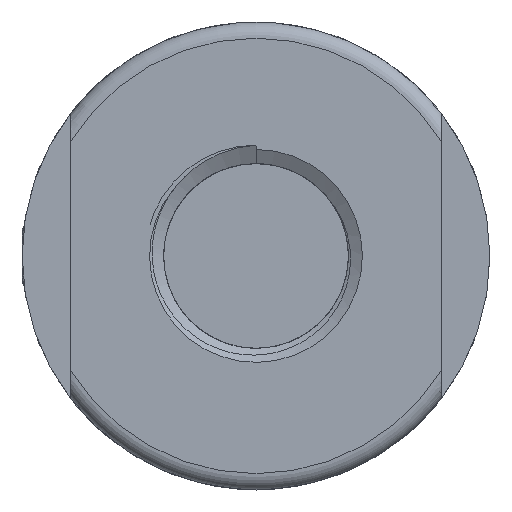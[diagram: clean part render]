
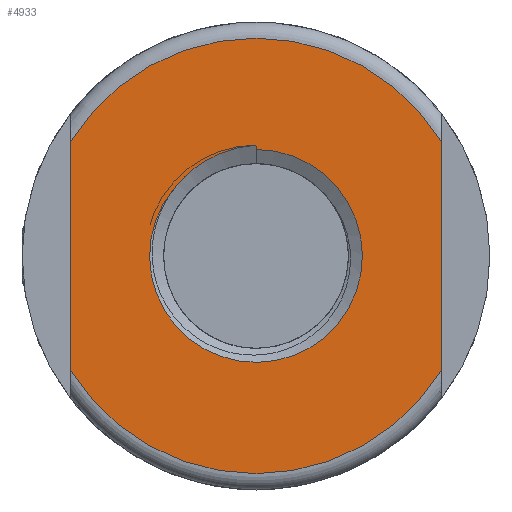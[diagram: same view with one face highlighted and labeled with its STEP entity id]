
A CAD part, left-side view. The second image highlights one B-rep face of the part: STEP entity #4933.
In plain terms, the highlighted planar face has unit normal (-1, 0, 0).
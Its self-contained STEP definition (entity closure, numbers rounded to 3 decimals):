
#140=PLANE('',#5498);
#227=FACE_BOUND('',#1511,.T.);
#285=ELLIPSE('',#5501,6.731,6.721);
#610=LINE('',#12553,#820);
#611=LINE('',#12556,#821);
#612=LINE('',#12559,#822);
#820=VECTOR('',#6589,1000.);
#821=VECTOR('',#6592,1000.);
#822=VECTOR('',#6595,1000.);
#1200=FACE_OUTER_BOUND('',#1510,.T.);
#1510=EDGE_LOOP('',(#4198,#4199,#4200,#4201));
#1511=EDGE_LOOP('',(#4202,#4203,#4204));
#1862=CIRCLE('',#5497,6.6);
#1863=CIRCLE('',#5499,13.503);
#1864=CIRCLE('',#5500,13.503);
#2294=VERTEX_POINT('',#12508);
#2295=VERTEX_POINT('',#12543);
#2296=VERTEX_POINT('',#12549);
#2297=VERTEX_POINT('',#12550);
#2298=VERTEX_POINT('',#12552);
#2299=VERTEX_POINT('',#12554);
#2300=VERTEX_POINT('',#12557);
#2994=EDGE_CURVE('',#2295,#2294,#1862,.T.);
#2996=EDGE_CURVE('',#2296,#2297,#1863,.T.);
#2997=EDGE_CURVE('',#2296,#2298,#610,.T.);
#2998=EDGE_CURVE('',#2299,#2298,#1864,.T.);
#2999=EDGE_CURVE('',#2299,#2297,#611,.T.);
#3000=EDGE_CURVE('',#2300,#2294,#285,.T.);
#3001=EDGE_CURVE('',#2300,#2295,#612,.T.);
#4198=ORIENTED_EDGE('',*,*,#2996,.F.);
#4199=ORIENTED_EDGE('',*,*,#2997,.T.);
#4200=ORIENTED_EDGE('',*,*,#2998,.F.);
#4201=ORIENTED_EDGE('',*,*,#2999,.T.);
#4202=ORIENTED_EDGE('',*,*,#3000,.F.);
#4203=ORIENTED_EDGE('',*,*,#3001,.T.);
#4204=ORIENTED_EDGE('',*,*,#2994,.T.);
#4933=ADVANCED_FACE('',(#1200,#227),#140,.T.);
#5497=AXIS2_PLACEMENT_3D('',#12544,#6583,#6584);
#5498=AXIS2_PLACEMENT_3D('',#12548,#6585,#6586);
#5499=AXIS2_PLACEMENT_3D('',#12551,#6587,#6588);
#5500=AXIS2_PLACEMENT_3D('',#12555,#6590,#6591);
#5501=AXIS2_PLACEMENT_3D('',#12558,#6593,#6594);
#6583=DIRECTION('center_axis',(1.,0.,0.));
#6584=DIRECTION('ref_axis',(0.,-1.,0.));
#6585=DIRECTION('center_axis',(-1.,0.,0.));
#6586=DIRECTION('ref_axis',(0.,1.,0.));
#6587=DIRECTION('center_axis',(1.,0.,0.));
#6588=DIRECTION('ref_axis',(0.,-1.,0.));
#6589=DIRECTION('',(0.,0.,-1.));
#6590=DIRECTION('center_axis',(1.,0.,0.));
#6591=DIRECTION('ref_axis',(0.,-1.,0.));
#6592=DIRECTION('',(0.,0.,1.));
#6593=DIRECTION('center_axis',(-1.,0.,0.));
#6594=DIRECTION('ref_axis',(0.,0.503,0.864));
#6595=DIRECTION('',(0.,0.,-1.));
#12508=CARTESIAN_POINT('',(-13.304,4.34,4.973));
#12543=CARTESIAN_POINT('',(-13.304,0.,6.6));
#12544=CARTESIAN_POINT('Origin',(-13.304,0.,
0.));
#12548=CARTESIAN_POINT('Origin',(-13.304,-6.6,0.));
#12549=CARTESIAN_POINT('',(-13.304,11.5,7.077));
#12550=CARTESIAN_POINT('',(-13.304,-11.5,7.077));
#12551=CARTESIAN_POINT('Origin',(-13.304,0.,
0.));
#12552=CARTESIAN_POINT('',(-13.304,11.5,-7.077));
#12553=CARTESIAN_POINT('',(-13.304,11.5,0.));
#12554=CARTESIAN_POINT('',(-13.304,-11.5,-7.077));
#12555=CARTESIAN_POINT('Origin',(-13.304,0.,
0.));
#12556=CARTESIAN_POINT('',(-13.304,-11.5,0.));
#12557=CARTESIAN_POINT('',(-13.304,0.,6.868));
#12558=CARTESIAN_POINT('Origin',(-13.304,-0.353,0.148));
#12559=CARTESIAN_POINT('',(-13.304,0.,0.));
